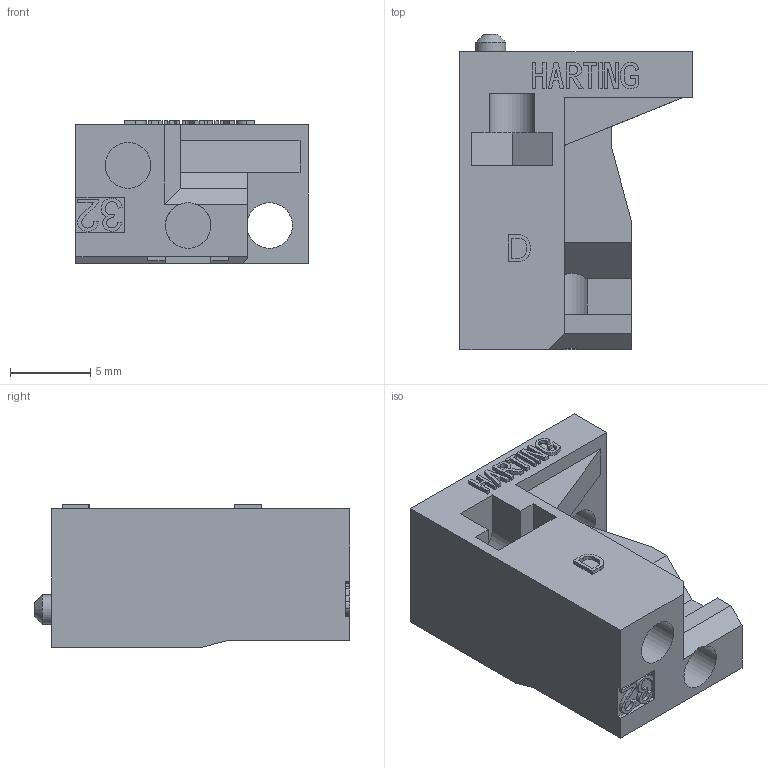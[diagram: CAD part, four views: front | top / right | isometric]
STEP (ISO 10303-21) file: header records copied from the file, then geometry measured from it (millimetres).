
FILE_DESCRIPTION(/* description */ (''),/* implementation_level */ '2;1');
FILE_NAME(/* name */ '100122903ugm000_b.stp',/* time_stamp */ '2014-11-03T08:19:33+01:00',/* author */ (''),/* organization */ (''),/* preprocessor_version */ 'ST-DEVELOPER v15',/* originating_system */ 'SIEMENS PLM Software NX 8.5',/* authorisation */ '');
FILE_SCHEMA (('AUTOMOTIVE_DESIGN { 1 0 10303 214 3 1 1 1 }'));
Length unit declared in the file: millimetre
Products named in the file (1): 100122903ugm000_b
Bounding box: 14.48 x 19.7 x 8.92 mm (x, y, z)
Volume: 1215.6 mm3; surface area: 1344.8 mm2
Topology: 1 solids, 1 shells, 195 faces, 537 edges, 364 vertices
Faces by surface type: plane 140, cylinder 54, cone 1
Full cylindrical faces by diameter (mm): 1.85 x1, 2.85 x4
Entity records: 6238 total; most frequent: CARTESIAN_POINT 1093, ORIENTED_EDGE 1060, DIRECTION 1035, EDGE_CURVE 530, LINE 415, VECTOR 415, VERTEX_POINT 357, AXIS2_PLACEMENT_3D 310
